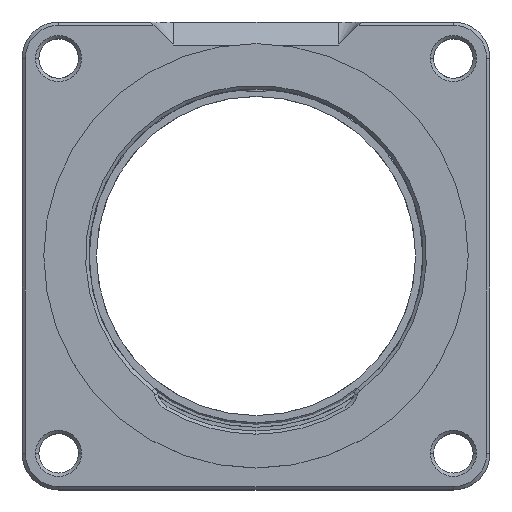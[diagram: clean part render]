
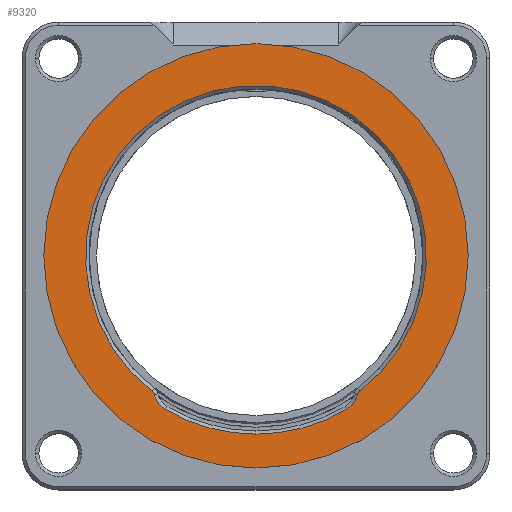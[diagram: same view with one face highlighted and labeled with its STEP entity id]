
A CAD part, top view. The second image highlights one B-rep face of the part: STEP entity #9320.
In plain terms, the highlighted planar face has unit normal (0, 0, 1).
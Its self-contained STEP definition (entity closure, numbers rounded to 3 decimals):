
#257 = DIRECTION ( 'NONE',  ( 0., 1., 0. ) ) ;
#378 = EDGE_CURVE ( 'NONE', #10586, #6058, #5095, .T. ) ;
#381 = CIRCLE ( 'NONE', #7830, 1. ) ;
#650 = DIRECTION ( 'NONE',  ( 0., 1., 0. ) ) ;
#651 = DIRECTION ( 'NONE',  ( 0., 0., -1. ) ) ;
#807 = CARTESIAN_POINT ( 'NONE',  ( 12.005, -20.318, 14.05 ) ) ;
#943 = EDGE_CURVE ( 'NONE', #5760, #12930, #5791, .T. ) ;
#1689 = VERTEX_POINT ( 'NONE', #10345 ) ;
#1781 = DIRECTION ( 'NONE',  ( 0., 1., 0. ) ) ;
#1785 = ORIENTED_EDGE ( 'NONE', *, *, #8880, .F. ) ;
#1800 = DIRECTION ( 'NONE',  ( 0., 1., 0. ) ) ;
#1828 = AXIS2_PLACEMENT_3D ( 'NONE', #6435, #651, #1800 ) ;
#2027 = CARTESIAN_POINT ( 'NONE',  ( 0., 0., 14.05 ) ) ;
#2546 = CARTESIAN_POINT ( 'NONE',  ( -15.416, -21.105, 14.05 ) ) ;
#2556 = ORIENTED_EDGE ( 'NONE', *, *, #943, .F. ) ;
#2882 = FACE_OUTER_BOUND ( 'NONE', #2984, .T. ) ;
#2984 = EDGE_LOOP ( 'NONE', ( #2556, #1785 ) ) ;
#3193 = CIRCLE ( 'NONE', #8123, 27.1 ) ;
#3264 = FACE_BOUND ( 'NONE', #9905, .T. ) ;
#3322 = ORIENTED_EDGE ( 'NONE', *, *, #11824, .T. ) ;
#3446 = AXIS2_PLACEMENT_3D ( 'NONE', #807, #8754, #5501 ) ;
#4364 = EDGE_CURVE ( 'NONE', #9668, #10586, #12796, .T. ) ;
#4561 = EDGE_CURVE ( 'NONE', #14183, #5348, #12248, .T. ) ;
#4871 = DIRECTION ( 'NONE',  ( 0., 1., 0. ) ) ;
#4975 = CARTESIAN_POINT ( 'NONE',  ( 15.416, -21.105, 14.05 ) ) ;
#5095 = CIRCLE ( 'NONE', #1828, 3.5 ) ;
#5123 = CARTESIAN_POINT ( 'NONE',  ( 0., 0., 14.05 ) ) ;
#5254 = CARTESIAN_POINT ( 'NONE',  ( 0., -32.25, 14.05 ) ) ;
#5348 = VERTEX_POINT ( 'NONE', #9674 ) ;
#5501 = DIRECTION ( 'NONE',  ( 0., 1., 0. ) ) ;
#5760 = VERTEX_POINT ( 'NONE', #5254 ) ;
#5791 = CIRCLE ( 'NONE', #7119, 32.25 ) ;
#5969 = DIRECTION ( 'NONE',  ( 0., 0., -1. ) ) ;
#6058 = VERTEX_POINT ( 'NONE', #2546 ) ;
#6079 = CARTESIAN_POINT ( 'NONE',  ( 0., 0., 14.05 ) ) ;
#6394 = DIRECTION ( 'NONE',  ( 0., 1., 0. ) ) ;
#6435 = CARTESIAN_POINT ( 'NONE',  ( -12.005, -20.318, 14.05 ) ) ;
#6877 = DIRECTION ( 'NONE',  ( 0., 1., 0. ) ) ;
#7119 = AXIS2_PLACEMENT_3D ( 'NONE', #7459, #8628, #1781 ) ;
#7459 = CARTESIAN_POINT ( 'NONE',  ( 0., 0., 14.05 ) ) ;
#7830 = AXIS2_PLACEMENT_3D ( 'NONE', #12665, #13757, #6877 ) ;
#7902 = CARTESIAN_POINT ( 'NONE',  ( 16.39, -21.33, 14.05 ) ) ;
#8123 = AXIS2_PLACEMENT_3D ( 'NONE', #5123, #13208, #4871 ) ;
#8154 = EDGE_CURVE ( 'NONE', #1689, #14183, #12832, .T. ) ;
#8215 = AXIS2_PLACEMENT_3D ( 'NONE', #2027, #8899, #13521 ) ;
#8307 = CARTESIAN_POINT ( 'NONE',  ( 0., 0., 14.05 ) ) ;
#8319 = CARTESIAN_POINT ( 'NONE',  ( 0., 0., 14.05 ) ) ;
#8628 = DIRECTION ( 'NONE',  ( 0., 0., -1. ) ) ;
#8700 = DIRECTION ( 'NONE',  ( 0., 0., -1. ) ) ;
#8754 = DIRECTION ( 'NONE',  ( 0., 0., -1. ) ) ;
#8786 = CIRCLE ( 'NONE', #11888, 25.9 ) ;
#8810 = EDGE_CURVE ( 'NONE', #13580, #1689, #8786, .T. ) ;
#8880 = EDGE_CURVE ( 'NONE', #12930, #5760, #9312, .T. ) ;
#8899 = DIRECTION ( 'NONE',  ( 0., 0., -1. ) ) ;
#9312 = CIRCLE ( 'NONE', #11686, 32.25 ) ;
#9320 = ADVANCED_FACE ( 'NONE', ( #3264, #2882 ), #14629, .F. ) ;
#9668 = VERTEX_POINT ( 'NONE', #14240 ) ;
#9674 = CARTESIAN_POINT ( 'NONE',  ( 13.786, -23.332, 14.05 ) ) ;
#9905 = EDGE_LOOP ( 'NONE', ( #10080, #3322, #13402, #12011, #14565, #10181, #10070 ) ) ;
#10070 = ORIENTED_EDGE ( 'NONE', *, *, #8154, .T. ) ;
#10080 = ORIENTED_EDGE ( 'NONE', *, *, #4561, .T. ) ;
#10181 = ORIENTED_EDGE ( 'NONE', *, *, #8810, .T. ) ;
#10345 = CARTESIAN_POINT ( 'NONE',  ( 15.781, -20.537, 14.05 ) ) ;
#10586 = VERTEX_POINT ( 'NONE', #13534 ) ;
#11686 = AXIS2_PLACEMENT_3D ( 'NONE', #8307, #8700, #650 ) ;
#11816 = CARTESIAN_POINT ( 'NONE',  ( -15.781, -20.537, 14.05 ) ) ;
#11824 = EDGE_CURVE ( 'NONE', #5348, #9668, #3193, .T. ) ;
#11888 = AXIS2_PLACEMENT_3D ( 'NONE', #6079, #5969, #257 ) ;
#11982 = EDGE_CURVE ( 'NONE', #6058, #13580, #381, .T. ) ;
#12011 = ORIENTED_EDGE ( 'NONE', *, *, #378, .T. ) ;
#12184 = DIRECTION ( 'NONE',  ( 0., 0., -1. ) ) ;
#12248 = CIRCLE ( 'NONE', #3446, 3.5 ) ;
#12442 = AXIS2_PLACEMENT_3D ( 'NONE', #7902, #13687, #14854 ) ;
#12487 = AXIS2_PLACEMENT_3D ( 'NONE', #8319, #12184, #6394 ) ;
#12665 = CARTESIAN_POINT ( 'NONE',  ( -16.39, -21.33, 14.05 ) ) ;
#12796 = CIRCLE ( 'NONE', #12487, 27.1 ) ;
#12832 = CIRCLE ( 'NONE', #12442, 1. ) ;
#12930 = VERTEX_POINT ( 'NONE', #13679 ) ;
#13208 = DIRECTION ( 'NONE',  ( 0., 0., -1. ) ) ;
#13402 = ORIENTED_EDGE ( 'NONE', *, *, #4364, .T. ) ;
#13521 = DIRECTION ( 'NONE',  ( 0., 1., 0. ) ) ;
#13534 = CARTESIAN_POINT ( 'NONE',  ( -13.786, -23.332, 14.05 ) ) ;
#13580 = VERTEX_POINT ( 'NONE', #11816 ) ;
#13679 = CARTESIAN_POINT ( 'NONE',  ( 0., 32.25, 14.05 ) ) ;
#13687 = DIRECTION ( 'NONE',  ( 0., 0., 1. ) ) ;
#13757 = DIRECTION ( 'NONE',  ( 0., 0., 1. ) ) ;
#14183 = VERTEX_POINT ( 'NONE', #4975 ) ;
#14240 = CARTESIAN_POINT ( 'NONE',  ( 0., -27.1, 14.05 ) ) ;
#14565 = ORIENTED_EDGE ( 'NONE', *, *, #11982, .T. ) ;
#14629 = PLANE ( 'NONE',  #8215 ) ;
#14854 = DIRECTION ( 'NONE',  ( 0., 1., 0. ) ) ;
